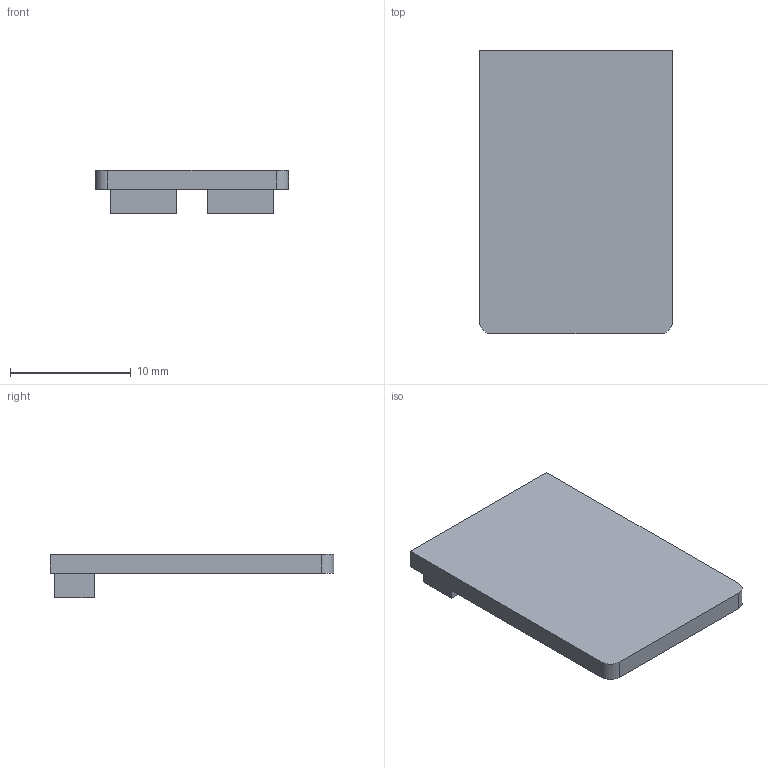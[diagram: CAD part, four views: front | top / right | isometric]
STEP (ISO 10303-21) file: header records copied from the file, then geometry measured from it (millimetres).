
FILE_DESCRIPTION(('STEP AP214'),'1');
FILE_NAME('PowerModule_1.step','2019-07-05T16:01:42',(' '),(' '),'Spatial InterOp 3D','XD3DPlugin XRACreate',' ');
FILE_SCHEMA(('automotive_design'));
Length unit declared in the file: millimetre
Products named in the file (9): DesignRootModel; uid__9223372036855807935; Submodel-noModelForPart_IDC_3X2_2.0_SMD_DS_2999636884; placementOutline; Submodel-IDC_3X2_2.0_SMD_DS_2999636884_part_IDC_3X2_2.0_SMD_DS; Submodel-noModelForPart_GOLDFINGER_5X2_2.54_SMD_DS_3116876824; Submodel-GOLDFINGER_5X2_2.54_SMD_DS_3116876824_part_GOLDFINGER_5X2_2.54_SMD_DS; ProductRootModel
Assembly tree (9 placements, depth 5):
  ProductRootModel
    DesignRootModel
      uid__9223372036855807935
      Submodel-IDC_3X2_2.0_SMD_DS_2999636884_part_IDC_3X2_2.0_SMD_DS  x2
        Submodel-noModelForPart_IDC_3X2_2.0_SMD_DS_2999636884
          placementOutline
      Submodel-GOLDFINGER_5X2_2.54_SMD_DS_3116876824_part_GOLDFINGER_5X2_2.54_SMD_DS
        Submodel-noModelForPart_GOLDFINGER_5X2_2.54_SMD_DS_3116876824
          placementOutline
Bounding box: 16 x 23.5 x 3.57 mm (x, y, z)
Volume: 663.4 mm3; surface area: 1205.9 mm2
Topology: 4 solids, 4 shells, 26 faces, 54 edges, 36 vertices
Faces by surface type: plane 24, cylinder 2
Entity records: 952 total; most frequent: DIRECTION 116, CARTESIAN_POINT 105, ORIENTED_EDGE 84, EDGE_CURVE 42, AXIS2_PLACEMENT_3D 39, LINE 38, VECTOR 38, VERTEX_POINT 28
